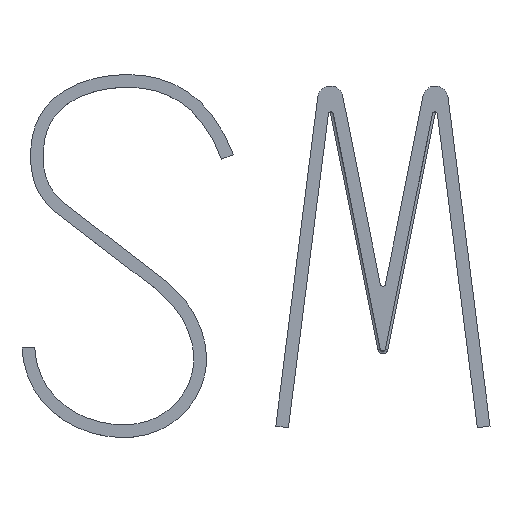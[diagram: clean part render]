
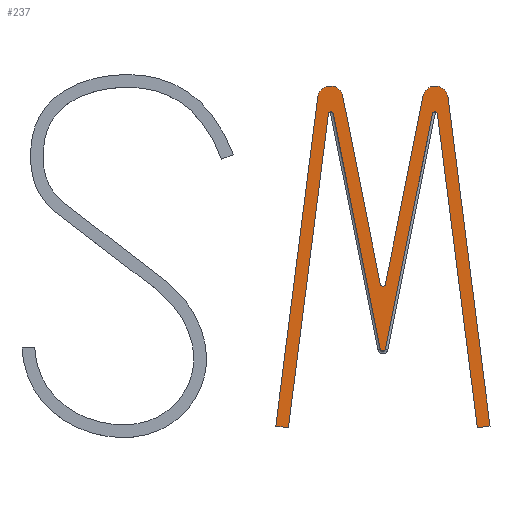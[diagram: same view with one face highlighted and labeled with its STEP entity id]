
A CAD part, top view. The second image highlights one B-rep face of the part: STEP entity #237.
In plain terms, the highlighted planar face has unit normal (0, 0, 1).
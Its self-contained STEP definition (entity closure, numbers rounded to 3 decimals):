
#5 = ORIENTED_EDGE ( 'NONE', *, *, #1335, .T. ) ;
#11 = ORIENTED_EDGE ( 'NONE', *, *, #384, .T. ) ;
#13 = EDGE_CURVE ( 'NONE', #432, #295, #989, .T. ) ;
#17 = CARTESIAN_POINT ( 'NONE',  ( 142.425, 122.535, 28. ) ) ;
#29 = CARTESIAN_POINT ( 'NONE',  ( 70.021, 136.882, 28. ) ) ;
#36 = AXIS2_PLACEMENT_3D ( 'NONE', #1272, #616, #840 ) ;
#42 = PLANE ( 'NONE',  #36 ) ;
#58 = CARTESIAN_POINT ( 'NONE',  ( 17.347, -122.388, 28. ) ) ;
#63 = CARTESIAN_POINT ( 'NONE',  ( 62.614, 122.927, 28. ) ) ;
#73 = CIRCLE ( 'NONE', #822, 2. ) ;
#83 = VERTEX_POINT ( 'NONE', #1036 ) ;
#90 = VECTOR ( 'NONE', #1022, 1000. ) ;
#131 = DIRECTION ( 'NONE',  ( 1., 0., 0. ) ) ;
#137 = VECTOR ( 'NONE', #927, 1000. ) ;
#148 = EDGE_CURVE ( 'NONE', #302, #781, #1026, .T. ) ;
#149 = CARTESIAN_POINT ( 'NONE',  ( 99.578, -61.856, 28. ) ) ;
#157 = DIRECTION ( 'NONE',  ( -0.196, 0.981, 0. ) ) ;
#159 = VECTOR ( 'NONE', #1033, 1000. ) ;
#163 = LINE ( 'NONE', #580, #1073 ) ;
#208 = LINE ( 'NONE', #1415, #1350 ) ;
#226 = DIRECTION ( 'NONE',  ( 0., 0., 1. ) ) ;
#229 = VERTEX_POINT ( 'NONE', #498 ) ;
#237 = ADVANCED_FACE ( 'NONE', ( #504 ), #42, .T. ) ;
#245 = CARTESIAN_POINT ( 'NONE',  ( 185.73, -122.388, 28. ) ) ;
#257 = CARTESIAN_POINT ( 'NONE',  ( 101.539, -10.483, 28. ) ) ;
#264 = CARTESIAN_POINT ( 'NONE',  ( 60.653, 122.535, 28. ) ) ;
#269 = CARTESIAN_POINT ( 'NONE',  ( 27.267, -123.652, 28. ) ) ;
#276 = DIRECTION ( 'NONE',  ( 0., 0., 1. ) ) ;
#287 = CARTESIAN_POINT ( 'NONE',  ( 58.669, 122.788, 28. ) ) ;
#295 = VERTEX_POINT ( 'NONE', #63 ) ;
#298 = ORIENTED_EDGE ( 'NONE', *, *, #484, .T. ) ;
#302 = VERTEX_POINT ( 'NONE', #1068 ) ;
#321 = ORIENTED_EDGE ( 'NONE', *, *, #671, .T. ) ;
#334 = VECTOR ( 'NONE', #926, 1000. ) ;
#336 = DIRECTION ( 'NONE',  ( -1., 0., 0. ) ) ;
#341 = LINE ( 'NONE', #1241, #90 ) ;
#350 = AXIS2_PLACEMENT_3D ( 'NONE', #707, #276, #819 ) ;
#367 = CARTESIAN_POINT ( 'NONE',  ( 144.409, 122.788, 28. ) ) ;
#368 = DIRECTION ( 'NONE',  ( 1., 0., 0. ) ) ;
#371 = AXIS2_PLACEMENT_3D ( 'NONE', #891, #226, #336 ) ;
#379 = DIRECTION ( 'NONE',  ( 0., 0., -1. ) ) ;
#384 = EDGE_CURVE ( 'NONE', #1188, #229, #1054, .T. ) ;
#386 = CARTESIAN_POINT ( 'NONE',  ( 133.057, 136.882, 28. ) ) ;
#392 = CARTESIAN_POINT ( 'NONE',  ( 185.73, -122.388, 28. ) ) ;
#396 = DIRECTION ( 'NONE',  ( 1., 0., 0. ) ) ;
#418 = LINE ( 'NONE', #617, #137 ) ;
#425 = VERTEX_POINT ( 'NONE', #269 ) ;
#432 = VERTEX_POINT ( 'NONE', #149 ) ;
#461 = ORIENTED_EDGE ( 'NONE', *, *, #648, .F. ) ;
#467 = CARTESIAN_POINT ( 'NONE',  ( 99.578, -10.876, 28. ) ) ;
#471 = AXIS2_PLACEMENT_3D ( 'NONE', #257, #379, #396 ) ;
#484 = EDGE_CURVE ( 'NONE', #788, #1418, #163, .T. ) ;
#494 = DIRECTION ( 'NONE',  ( 0., 0., -1. ) ) ;
#498 = CARTESIAN_POINT ( 'NONE',  ( 50.295, 136.185, 28. ) ) ;
#500 = LINE ( 'NONE', #1123, #1192 ) ;
#504 = FACE_OUTER_BOUND ( 'NONE', #1329, .T. ) ;
#506 = ORIENTED_EDGE ( 'NONE', *, *, #719, .T. ) ;
#512 = CARTESIAN_POINT ( 'NONE',  ( 103.5, -61.856, 28. ) ) ;
#520 = ORIENTED_EDGE ( 'NONE', *, *, #1277, .T. ) ;
#527 = CARTESIAN_POINT ( 'NONE',  ( 103.5, -10.876, 28. ) ) ;
#560 = CARTESIAN_POINT ( 'NONE',  ( 70.021, 136.882, 28. ) ) ;
#580 = CARTESIAN_POINT ( 'NONE',  ( 133.057, 136.882, 28. ) ) ;
#616 = DIRECTION ( 'NONE',  ( 0., 0., 1. ) ) ;
#617 = CARTESIAN_POINT ( 'NONE',  ( 185.73, -122.388, 28. ) ) ;
#622 = EDGE_CURVE ( 'NONE', #864, #1043, #341, .T. ) ;
#628 = LINE ( 'NONE', #245, #159 ) ;
#636 = VERTEX_POINT ( 'NONE', #911 ) ;
#644 = LINE ( 'NONE', #58, #1092 ) ;
#648 = EDGE_CURVE ( 'NONE', #778, #864, #418, .T. ) ;
#671 = EDGE_CURVE ( 'NONE', #1418, #909, #1072, .T. ) ;
#676 = CIRCLE ( 'NONE', #1291, 10. ) ;
#707 = CARTESIAN_POINT ( 'NONE',  ( 101.539, -61.464, 28. ) ) ;
#719 = EDGE_CURVE ( 'NONE', #432, #781, #791, .T. ) ;
#778 = VERTEX_POINT ( 'NONE', #392 ) ;
#781 = VERTEX_POINT ( 'NONE', #512 ) ;
#788 = VERTEX_POINT ( 'NONE', #386 ) ;
#791 = CIRCLE ( 'NONE', #350, 2. ) ;
#803 = EDGE_CURVE ( 'NONE', #229, #83, #644, .T. ) ;
#806 = ORIENTED_EDGE ( 'NONE', *, *, #917, .T. ) ;
#819 = DIRECTION ( 'NONE',  ( 1., 0., 0. ) ) ;
#822 = AXIS2_PLACEMENT_3D ( 'NONE', #264, #494, #1147 ) ;
#834 = VERTEX_POINT ( 'NONE', #287 ) ;
#840 = DIRECTION ( 'NONE',  ( 1., 0., 0. ) ) ;
#864 = VERTEX_POINT ( 'NONE', #991 ) ;
#885 = ORIENTED_EDGE ( 'NONE', *, *, #1108, .F. ) ;
#891 = CARTESIAN_POINT ( 'NONE',  ( 60.215, 134.921, 28. ) ) ;
#892 = VECTOR ( 'NONE', #157, 1000. ) ;
#901 = EDGE_CURVE ( 'NONE', #834, #425, #500, .T. ) ;
#905 = CIRCLE ( 'NONE', #943, 2. ) ;
#909 = VERTEX_POINT ( 'NONE', #467 ) ;
#911 = CARTESIAN_POINT ( 'NONE',  ( 152.783, 136.185, 28. ) ) ;
#917 = EDGE_CURVE ( 'NONE', #909, #1188, #1420, .T. ) ;
#921 = DIRECTION ( 'NONE',  ( 0., 0., 1. ) ) ;
#926 = DIRECTION ( 'NONE',  ( -0.196, -0.981, 0. ) ) ;
#927 = DIRECTION ( 'NONE',  ( -0.992, -0.126, 0. ) ) ;
#943 = AXIS2_PLACEMENT_3D ( 'NONE', #17, #1015, #131 ) ;
#956 = DIRECTION ( 'NONE',  ( -0.126, -0.992, 0. ) ) ;
#977 = EDGE_CURVE ( 'NONE', #302, #1043, #905, .T. ) ;
#989 = LINE ( 'NONE', #1060, #892 ) ;
#991 = CARTESIAN_POINT ( 'NONE',  ( 175.81, -123.652, 28. ) ) ;
#1008 = DIRECTION ( 'NONE',  ( -0.196, 0.981, 0. ) ) ;
#1010 = DIRECTION ( 'NONE',  ( -0.196, -0.981, 0. ) ) ;
#1015 = DIRECTION ( 'NONE',  ( 0., 0., -1. ) ) ;
#1022 = DIRECTION ( 'NONE',  ( -0.126, 0.992, 0. ) ) ;
#1026 = LINE ( 'NONE', #1258, #334 ) ;
#1028 = DIRECTION ( 'NONE',  ( -0.126, -0.992, 0. ) ) ;
#1033 = DIRECTION ( 'NONE',  ( -0.126, 0.992, 0. ) ) ;
#1036 = CARTESIAN_POINT ( 'NONE',  ( 17.347, -122.388, 28. ) ) ;
#1040 = CARTESIAN_POINT ( 'NONE',  ( 142.863, 134.921, 28. ) ) ;
#1043 = VERTEX_POINT ( 'NONE', #367 ) ;
#1054 = CIRCLE ( 'NONE', #371, 10. ) ;
#1060 = CARTESIAN_POINT ( 'NONE',  ( 60.215, 134.921, 28. ) ) ;
#1068 = CARTESIAN_POINT ( 'NONE',  ( 140.464, 122.927, 28. ) ) ;
#1072 = CIRCLE ( 'NONE', #471, 2. ) ;
#1073 = VECTOR ( 'NONE', #1010, 1000. ) ;
#1092 = VECTOR ( 'NONE', #956, 1000. ) ;
#1108 = EDGE_CURVE ( 'NONE', #425, #83, #208, .T. ) ;
#1117 = ORIENTED_EDGE ( 'NONE', *, *, #13, .F. ) ;
#1120 = ORIENTED_EDGE ( 'NONE', *, *, #1308, .T. ) ;
#1123 = CARTESIAN_POINT ( 'NONE',  ( 27.267, -123.652, 28. ) ) ;
#1142 = ORIENTED_EDGE ( 'NONE', *, *, #622, .F. ) ;
#1147 = DIRECTION ( 'NONE',  ( 1., 0., 0. ) ) ;
#1188 = VERTEX_POINT ( 'NONE', #560 ) ;
#1192 = VECTOR ( 'NONE', #1028, 1000. ) ;
#1195 = ORIENTED_EDGE ( 'NONE', *, *, #977, .T. ) ;
#1227 = VECTOR ( 'NONE', #1008, 1000. ) ;
#1238 = ORIENTED_EDGE ( 'NONE', *, *, #901, .F. ) ;
#1241 = CARTESIAN_POINT ( 'NONE',  ( 175.81, -123.652, 28. ) ) ;
#1258 = CARTESIAN_POINT ( 'NONE',  ( 142.863, 134.921, 28. ) ) ;
#1272 = CARTESIAN_POINT ( 'NONE',  ( 142.863, 134.921, 28. ) ) ;
#1277 = EDGE_CURVE ( 'NONE', #778, #636, #628, .T. ) ;
#1291 = AXIS2_PLACEMENT_3D ( 'NONE', #1040, #921, #368 ) ;
#1308 = EDGE_CURVE ( 'NONE', #636, #788, #676, .T. ) ;
#1318 = DIRECTION ( 'NONE',  ( -0.992, 0.126, 0. ) ) ;
#1321 = ORIENTED_EDGE ( 'NONE', *, *, #803, .T. ) ;
#1329 = EDGE_LOOP ( 'NONE', ( #1117, #506, #1386, #1195, #1142, #461, #520, #1120, #298, #321, #806, #11, #1321, #885, #1238, #5 ) ) ;
#1335 = EDGE_CURVE ( 'NONE', #834, #295, #73, .T. ) ;
#1350 = VECTOR ( 'NONE', #1318, 1000. ) ;
#1386 = ORIENTED_EDGE ( 'NONE', *, *, #148, .F. ) ;
#1415 = CARTESIAN_POINT ( 'NONE',  ( 27.267, -123.652, 28. ) ) ;
#1418 = VERTEX_POINT ( 'NONE', #527 ) ;
#1420 = LINE ( 'NONE', #29, #1227 ) ;
